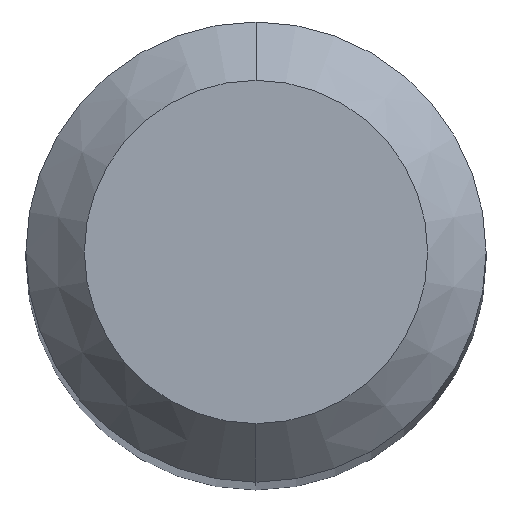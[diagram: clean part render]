
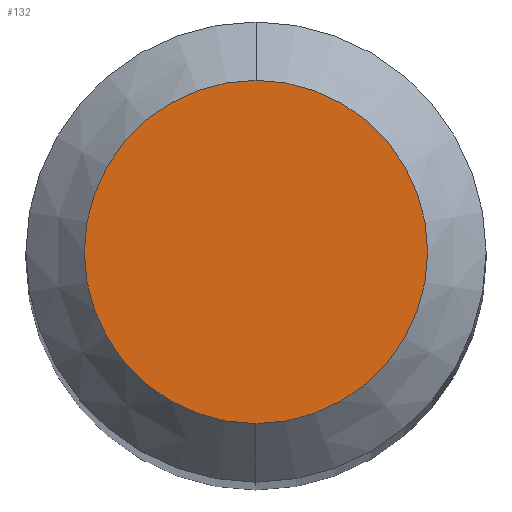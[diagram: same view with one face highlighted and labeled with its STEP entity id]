
A CAD part, top view. The second image highlights one B-rep face of the part: STEP entity #132.
In plain terms, the highlighted planar face has unit normal (0, 0, 1).
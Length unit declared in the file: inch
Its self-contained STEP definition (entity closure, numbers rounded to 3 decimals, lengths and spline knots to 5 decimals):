
#23 = CIRCLE ( 'NONE', #506, 0.04405 ) ;
#32 = CARTESIAN_POINT ( 'NONE',  ( 0., 0., 0. ) ) ;
#46 = EDGE_LOOP ( 'NONE', ( #270, #300 ) ) ;
#110 = DIRECTION ( 'NONE',  ( 0., 0., 1. ) ) ;
#132 = ADVANCED_FACE ( 'NONE', ( #499 ), #230, .F. ) ;
#148 = AXIS2_PLACEMENT_3D ( 'NONE', #192, #351, #311 ) ;
#157 = CARTESIAN_POINT ( 'NONE',  ( 0., 0.04405, 0. ) ) ;
#181 = DIRECTION ( 'NONE',  ( 0., -1., 0. ) ) ;
#183 = EDGE_CURVE ( 'NONE', #406, #291, #23, .T. ) ;
#192 = CARTESIAN_POINT ( 'NONE',  ( 0., 0.04405, 0. ) ) ;
#197 = CIRCLE ( 'NONE', #335, 0.04405 ) ;
#199 = DIRECTION ( 'NONE',  ( 0., -1., 0. ) ) ;
#230 = PLANE ( 'NONE',  #148 ) ;
#253 = EDGE_CURVE ( 'NONE', #291, #406, #197, .T. ) ;
#270 = ORIENTED_EDGE ( 'NONE', *, *, #253, .T. ) ;
#277 = CARTESIAN_POINT ( 'NONE',  ( 0., 0., 0. ) ) ;
#291 = VERTEX_POINT ( 'NONE', #157 ) ;
#300 = ORIENTED_EDGE ( 'NONE', *, *, #183, .T. ) ;
#311 = DIRECTION ( 'NONE',  ( 0., 1., 0. ) ) ;
#335 = AXIS2_PLACEMENT_3D ( 'NONE', #32, #110, #181 ) ;
#351 = DIRECTION ( 'NONE',  ( 0., 0., -1. ) ) ;
#406 = VERTEX_POINT ( 'NONE', #476 ) ;
#435 = DIRECTION ( 'NONE',  ( 0., 0., 1. ) ) ;
#476 = CARTESIAN_POINT ( 'NONE',  ( 0., -0.04405, 0. ) ) ;
#499 = FACE_OUTER_BOUND ( 'NONE', #46, .T. ) ;
#506 = AXIS2_PLACEMENT_3D ( 'NONE', #277, #435, #199 ) ;
